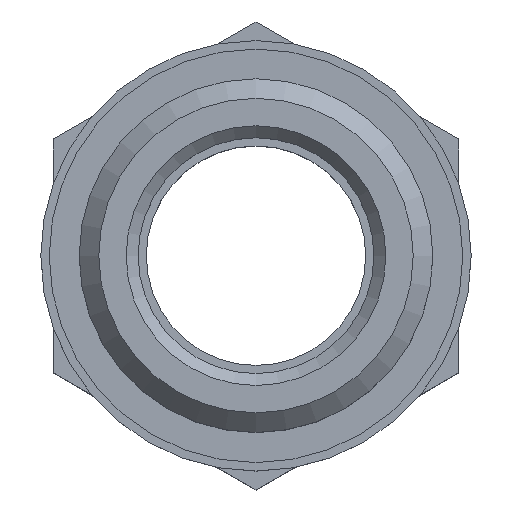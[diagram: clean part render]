
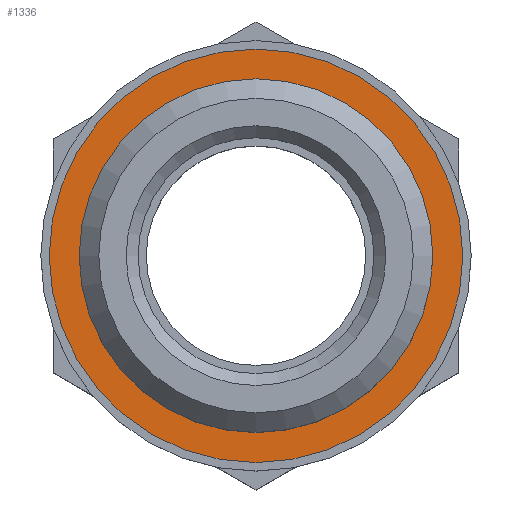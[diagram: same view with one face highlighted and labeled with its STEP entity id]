
A CAD part, top view. The second image highlights one B-rep face of the part: STEP entity #1336.
In plain terms, the highlighted planar face has unit normal (0, 0, 1).
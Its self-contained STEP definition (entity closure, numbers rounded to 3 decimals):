
#129=PLANE('',#1439);
#173=CIRCLE('',#1438,10.478);
#174=CIRCLE('',#1440,12.25);
#334=ORIENTED_EDGE('',*,*,#525,.F.);
#335=ORIENTED_EDGE('',*,*,#524,.T.);
#524=EDGE_CURVE('',#617,#617,#173,.T.);
#525=EDGE_CURVE('',#618,#618,#174,.T.);
#617=VERTEX_POINT('',#2054);
#618=VERTEX_POINT('',#2057);
#701=EDGE_LOOP('',(#334));
#702=EDGE_LOOP('',(#335));
#793=FACE_BOUND('',#701,.T.);
#794=FACE_BOUND('',#702,.T.);
#1336=ADVANCED_FACE('',(#793,#794),#129,.F.);
#1438=AXIS2_PLACEMENT_3D('',#2053,#1663,#1664);
#1439=AXIS2_PLACEMENT_3D('',#2055,#1665,#1666);
#1440=AXIS2_PLACEMENT_3D('',#2056,#1667,#1668);
#1663=DIRECTION('',(0.,0.,-1.));
#1664=DIRECTION('',(-1.,0.,0.));
#1665=DIRECTION('',(0.,0.,-1.));
#1666=DIRECTION('',(-1.,0.,0.));
#1667=DIRECTION('',(0.,0.,-1.));
#1668=DIRECTION('',(-1.,0.,0.));
#2053=CARTESIAN_POINT('',(0.,0.,0.));
#2054=CARTESIAN_POINT('',(-10.478,0.,0.));
#2055=CARTESIAN_POINT('',(0.,0.,0.));
#2056=CARTESIAN_POINT('',(0.,0.,0.));
#2057=CARTESIAN_POINT('',(-12.25,0.,0.));
